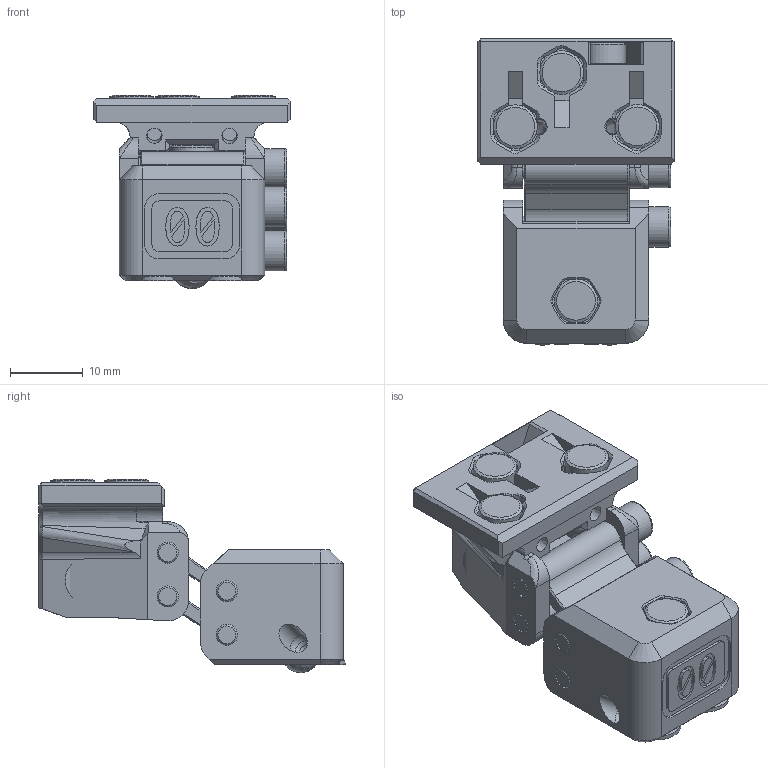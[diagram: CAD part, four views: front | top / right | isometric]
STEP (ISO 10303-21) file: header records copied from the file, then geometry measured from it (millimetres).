
FILE_DESCRIPTION(/* description */ ('STEP AP242','CAx-IF Rec.Pracs.---Representation and Presentation of Product Manufacturing Information (PMI)---4.0---2014-10-13','CAx-IF Rec.Pracs.---3D Tessellated Geometry---0.4---2014-09-14','2;1'),/* implementation_level */ '2;1');
FILE_NAME(/* name */ 'Klicky-00 Xol Buckshot Klicky',/* time_stamp */ '2025-01-01T09:24:50Z',/* author */ (''),/* organization */ (''),/* preprocessor_version */ 'ST-DEVELOPER v20',/* originating_system */ 'ONSHAPE BY PTC INC, 1.191',/* authorisation */ ' ');
FILE_SCHEMA (('AP242_MANAGED_MODEL_BASED_3D_ENGINEERING_MIM_LF { 1 0 10303 442 1 1 4 }'));
Length unit declared in the file: millimetre
Products named in the file (13): Klicky-00 Xol Buckshot Klicky; Klicky-00_Xol_Swingarm_Upper_Buckshot; Klicky-00_Xol_Swingarm_Lower_Buckshot; Xol Buckshot Front <1>; Hex socket head cap screw M3x0.50 x 20; 6x3 Magnet; Klicky-00_Xol_Buckshot_Front; Buckshot switch hardware <1>; BB; Spring; M3x8 FHCS; K-00 Klicky Rear <1>; Klicky-00_Klicky_Rear
Assembly tree (23 placements, depth 4):
  Klicky-00 Xol Buckshot Klicky
    Klicky-00_Xol_Swingarm_Upper_Buckshot
    Klicky-00_Xol_Swingarm_Lower_Buckshot
    Xol Buckshot Front <1>
      Hex socket head cap screw M3x0.50 x 20  x2
      6x3 Magnet
      Klicky-00_Xol_Buckshot_Front
      Buckshot switch hardware <1>
        BB
        Spring
        M3x8 FHCS  x3
    K-00 Klicky Rear <1>
      6x3 Magnet  x5
      Hex socket head cap screw M3x0.50 x 20  x2
      Klicky-00_Klicky_Rear
    6x3 Magnet
Bounding box: 27.03 x 42.04 x 26.56 mm (x, y, z)
Volume: 10670.1 mm3; surface area: 10686.5 mm2
Topology: 20 solids, 20 shells, 779 faces, 1911 edges, 1184 vertices
Faces by surface type: plane 423, cylinder 131, cone 122, bspline 76, torus 26, sphere 1
Full cylindrical faces by diameter (mm): 1.5 x2, 1.8 x1, 2 x1, 2.1 x2, 2.6 x1, 2.8 x3, 2.9 x8, 3 x7, 3.2 x6, 4.7 x1, 5.5 x4, 5.84 x3, 6 x8
Entity records: 21122 total; most frequent: CARTESIAN_POINT 6182, ORIENTED_EDGE 3040, DIRECTION 2866, EDGE_CURVE 1520, VERTEX_POINT 975, AXIS2_PLACEMENT_3D 958, LINE 950, VECTOR 950
